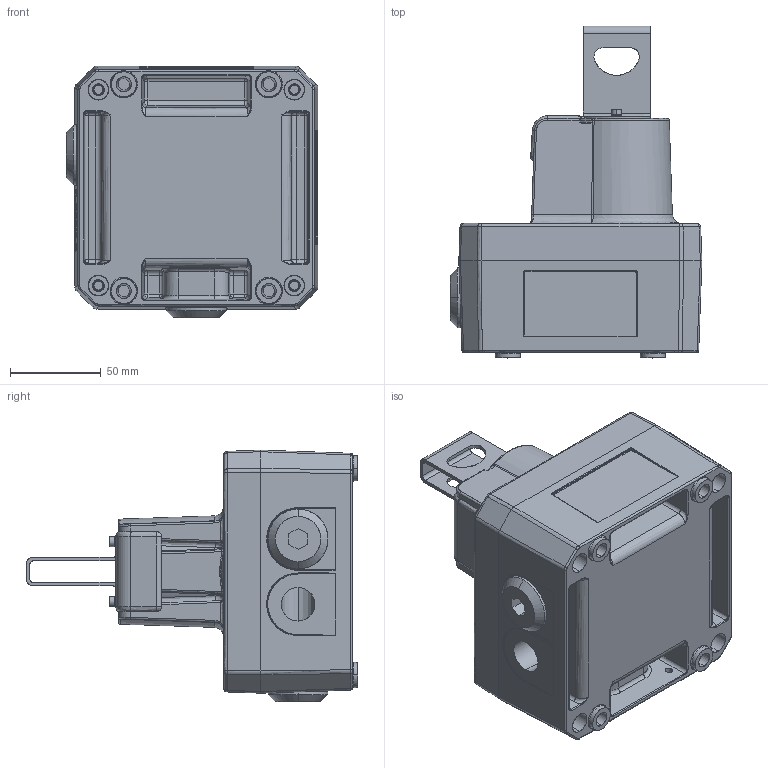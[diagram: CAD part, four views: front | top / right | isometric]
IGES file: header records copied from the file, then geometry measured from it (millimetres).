
Start section: SolidWorks IGES file using analytic representation for surfaces
Global section: file name: D202-05-211-3D-PM-PT.IGS; native system: SolidWorks 2019; preprocessor: SolidWorks 2019; author: randip.rait; date: 191022.093816; units: millimetre
Bounding box: 138.84 x 183 x 138.84 mm (x, y, z)
Surface area: 193932.6 mm2 (no closed solid volume)
Topology: 0 solids, 0 shells, 1070 faces, 9735 edges, 9708 vertices
Faces by surface type: bspline 629, revolution 441
